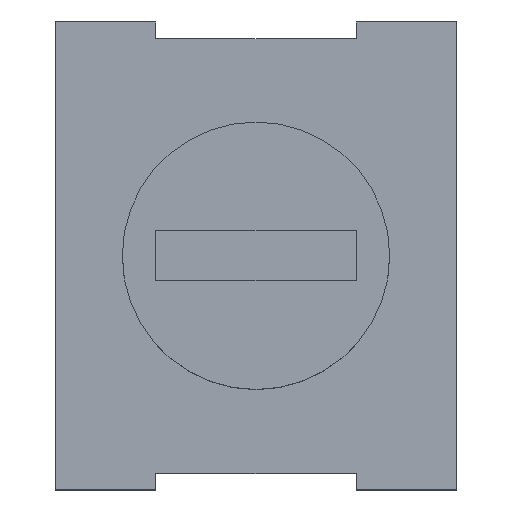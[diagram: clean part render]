
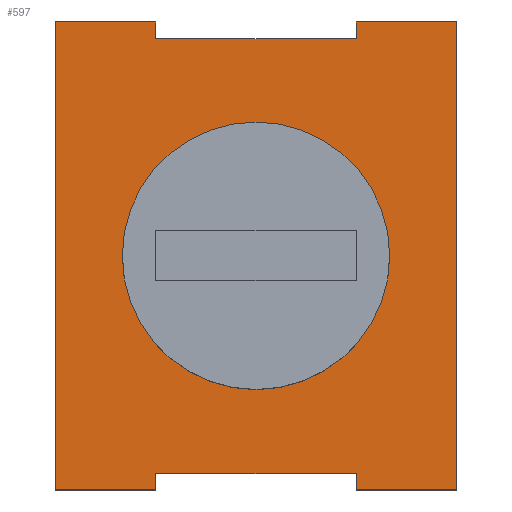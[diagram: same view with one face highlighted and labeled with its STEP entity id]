
A CAD part, top view. The second image highlights one B-rep face of the part: STEP entity #597.
In plain terms, the highlighted planar face has unit normal (0, 0, 1).
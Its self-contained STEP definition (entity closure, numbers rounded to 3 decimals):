
#15=FACE_BOUND('',#231,.T.);
#38=PLANE('',#666);
#76=LINE('',#946,#139);
#78=LINE('',#950,#141);
#81=LINE('',#956,#144);
#83=LINE('',#960,#146);
#86=LINE('',#966,#149);
#88=LINE('',#970,#151);
#91=LINE('',#976,#154);
#93=LINE('',#980,#156);
#95=LINE('',#983,#158);
#96=LINE('',#984,#159);
#97=LINE('',#985,#160);
#98=LINE('',#986,#161);
#139=VECTOR('',#778,10.);
#141=VECTOR('',#782,10.);
#144=VECTOR('',#787,10.);
#146=VECTOR('',#791,10.);
#149=VECTOR('',#796,10.);
#151=VECTOR('',#800,10.);
#154=VECTOR('',#805,10.);
#156=VECTOR('',#809,10.);
#158=VECTOR('',#813,10.);
#159=VECTOR('',#814,10.);
#160=VECTOR('',#815,10.);
#161=VECTOR('',#816,10.);
#198=FACE_OUTER_BOUND('',#230,.T.);
#230=EDGE_LOOP('',(#502,#503,#504,#505,#506,#507,#508,#509,#510,#511,#512,
#513));
#231=EDGE_LOOP('',(#514,#515));
#255=CIRCLE('',#651,4.);
#256=CIRCLE('',#652,4.);
#279=VERTEX_POINT('',#900);
#280=VERTEX_POINT('',#902);
#297=VERTEX_POINT('',#943);
#298=VERTEX_POINT('',#945);
#299=VERTEX_POINT('',#949);
#300=VERTEX_POINT('',#953);
#301=VERTEX_POINT('',#955);
#302=VERTEX_POINT('',#959);
#303=VERTEX_POINT('',#963);
#304=VERTEX_POINT('',#965);
#305=VERTEX_POINT('',#969);
#306=VERTEX_POINT('',#973);
#307=VERTEX_POINT('',#975);
#308=VERTEX_POINT('',#979);
#344=EDGE_CURVE('',#280,#279,#255,.T.);
#345=EDGE_CURVE('',#279,#280,#256,.T.);
#363=EDGE_CURVE('',#298,#297,#76,.T.);
#365=EDGE_CURVE('',#299,#298,#78,.T.);
#368=EDGE_CURVE('',#301,#300,#81,.T.);
#370=EDGE_CURVE('',#302,#301,#83,.T.);
#373=EDGE_CURVE('',#304,#303,#86,.T.);
#375=EDGE_CURVE('',#305,#304,#88,.T.);
#378=EDGE_CURVE('',#307,#306,#91,.T.);
#380=EDGE_CURVE('',#308,#307,#93,.T.);
#382=EDGE_CURVE('',#306,#305,#95,.T.);
#383=EDGE_CURVE('',#303,#302,#96,.T.);
#384=EDGE_CURVE('',#300,#299,#97,.T.);
#385=EDGE_CURVE('',#297,#308,#98,.T.);
#502=ORIENTED_EDGE('',*,*,#380,.T.);
#503=ORIENTED_EDGE('',*,*,#378,.T.);
#504=ORIENTED_EDGE('',*,*,#382,.T.);
#505=ORIENTED_EDGE('',*,*,#375,.T.);
#506=ORIENTED_EDGE('',*,*,#373,.T.);
#507=ORIENTED_EDGE('',*,*,#383,.T.);
#508=ORIENTED_EDGE('',*,*,#370,.T.);
#509=ORIENTED_EDGE('',*,*,#368,.T.);
#510=ORIENTED_EDGE('',*,*,#384,.T.);
#511=ORIENTED_EDGE('',*,*,#365,.T.);
#512=ORIENTED_EDGE('',*,*,#363,.T.);
#513=ORIENTED_EDGE('',*,*,#385,.T.);
#514=ORIENTED_EDGE('',*,*,#344,.T.);
#515=ORIENTED_EDGE('',*,*,#345,.T.);
#597=ADVANCED_FACE('',(#198,#15),#38,.T.);
#651=AXIS2_PLACEMENT_3D('',#903,#745,#746);
#652=AXIS2_PLACEMENT_3D('',#904,#747,#748);
#666=AXIS2_PLACEMENT_3D('',#982,#811,#812);
#745=DIRECTION('center_axis',(0.,0.,-1.));
#746=DIRECTION('ref_axis',(1.,0.,0.));
#747=DIRECTION('center_axis',(0.,0.,-1.));
#748=DIRECTION('ref_axis',(1.,0.,0.));
#778=DIRECTION('',(0.,-1.,0.));
#782=DIRECTION('',(-1.,0.,0.));
#787=DIRECTION('',(1.,0.,0.));
#791=DIRECTION('',(0.,-1.,0.));
#796=DIRECTION('',(0.,1.,0.));
#800=DIRECTION('',(1.,0.,0.));
#805=DIRECTION('',(-1.,0.,0.));
#809=DIRECTION('',(0.,1.,0.));
#811=DIRECTION('center_axis',(0.,0.,1.));
#812=DIRECTION('ref_axis',(1.,0.,0.));
#813=DIRECTION('',(0.,-1.,0.));
#814=DIRECTION('',(1.,0.,0.));
#815=DIRECTION('',(0.,1.,0.));
#816=DIRECTION('',(-1.,0.,0.));
#900=CARTESIAN_POINT('',(-4.,0.,10.5));
#902=CARTESIAN_POINT('',(4.,0.,10.5));
#903=CARTESIAN_POINT('Origin',(0.,0.,10.5));
#904=CARTESIAN_POINT('Origin',(0.,0.,10.5));
#943=CARTESIAN_POINT('',(3.,6.5,10.5));
#945=CARTESIAN_POINT('',(3.,7.,10.5));
#946=CARTESIAN_POINT('',(3.,7.,10.5));
#949=CARTESIAN_POINT('',(6.,7.,10.5));
#950=CARTESIAN_POINT('',(6.,7.,10.5));
#953=CARTESIAN_POINT('',(6.,-7.,10.5));
#955=CARTESIAN_POINT('',(3.,-7.,10.5));
#956=CARTESIAN_POINT('',(3.,-7.,10.5));
#959=CARTESIAN_POINT('',(3.,-6.5,10.5));
#960=CARTESIAN_POINT('',(3.,-6.5,10.5));
#963=CARTESIAN_POINT('',(-3.,-6.5,10.5));
#965=CARTESIAN_POINT('',(-3.,-7.,10.5));
#966=CARTESIAN_POINT('',(-3.,-7.,10.5));
#969=CARTESIAN_POINT('',(-6.,-7.,10.5));
#970=CARTESIAN_POINT('',(-6.,-7.,10.5));
#973=CARTESIAN_POINT('',(-6.,7.,10.5));
#975=CARTESIAN_POINT('',(-3.,7.,10.5));
#976=CARTESIAN_POINT('',(-3.,7.,10.5));
#979=CARTESIAN_POINT('',(-3.,6.5,10.5));
#980=CARTESIAN_POINT('',(-3.,6.5,10.5));
#982=CARTESIAN_POINT('Origin',(0.,0.,10.5));
#983=CARTESIAN_POINT('',(-6.,7.,10.5));
#984=CARTESIAN_POINT('',(-6.,-6.5,10.5));
#985=CARTESIAN_POINT('',(6.,-7.,10.5));
#986=CARTESIAN_POINT('',(6.,6.5,10.5));
